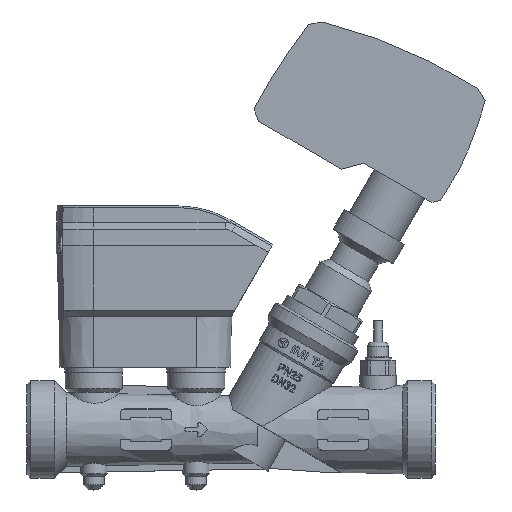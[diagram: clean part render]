
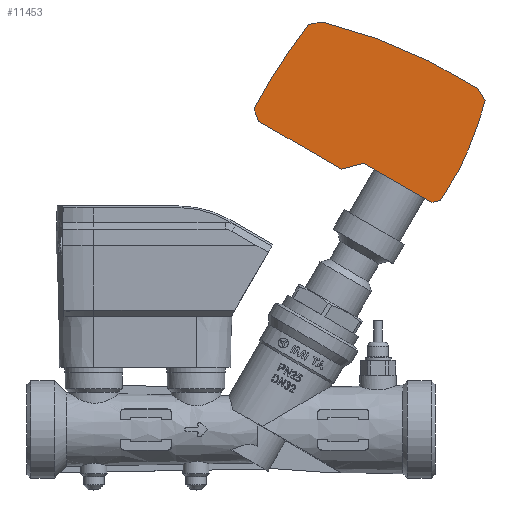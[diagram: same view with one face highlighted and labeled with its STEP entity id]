
A CAD part, front view. The second image highlights one B-rep face of the part: STEP entity #11453.
In plain terms, the highlighted planar face has unit normal (0, -1, 0).
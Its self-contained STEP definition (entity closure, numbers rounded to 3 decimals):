
#1255=LINE('',#21302,#1853);
#1260=LINE('',#21317,#1858);
#1264=LINE('',#21329,#1862);
#1268=LINE('',#21341,#1866);
#1271=LINE('',#21347,#1869);
#1274=LINE('',#21353,#1872);
#1279=LINE('',#21363,#1877);
#1281=LINE('',#21367,#1879);
#1853=VECTOR('',#14305,1000.);
#1858=VECTOR('',#14318,1000.);
#1862=VECTOR('',#14330,1000.);
#1866=VECTOR('',#14342,1000.);
#1869=VECTOR('',#14347,1000.);
#1872=VECTOR('',#14352,1000.);
#1877=VECTOR('',#14361,1000.);
#1879=VECTOR('',#14365,1000.);
#4280=ORIENTED_EDGE('',*,*,#5526,.T.);
#4281=ORIENTED_EDGE('',*,*,#5534,.T.);
#4282=ORIENTED_EDGE('',*,*,#5536,.T.);
#4283=ORIENTED_EDGE('',*,*,#5529,.T.);
#4284=ORIENTED_EDGE('',*,*,#5523,.T.);
#4285=ORIENTED_EDGE('',*,*,#5520,.T.);
#4286=ORIENTED_EDGE('',*,*,#5517,.T.);
#4287=ORIENTED_EDGE('',*,*,#5514,.T.);
#4288=ORIENTED_EDGE('',*,*,#5511,.T.);
#4289=ORIENTED_EDGE('',*,*,#5508,.T.);
#4290=ORIENTED_EDGE('',*,*,#5504,.T.);
#5504=EDGE_CURVE('',#6348,#6349,#1255,.T.);
#5508=EDGE_CURVE('',#6352,#6348,#6570,.T.);
#5511=EDGE_CURVE('',#6354,#6352,#1260,.T.);
#5514=EDGE_CURVE('',#6356,#6354,#6572,.T.);
#5517=EDGE_CURVE('',#6358,#6356,#1264,.T.);
#5520=EDGE_CURVE('',#6360,#6358,#6574,.T.);
#5523=EDGE_CURVE('',#6362,#6360,#1268,.T.);
#5526=EDGE_CURVE('',#6349,#6364,#1271,.T.);
#5529=EDGE_CURVE('',#6366,#6362,#1274,.T.);
#5534=EDGE_CURVE('',#6364,#6369,#1279,.T.);
#5536=EDGE_CURVE('',#6369,#6366,#1281,.T.);
#6348=VERTEX_POINT('',#21303);
#6349=VERTEX_POINT('',#21304);
#6352=VERTEX_POINT('',#21312);
#6354=VERTEX_POINT('',#21318);
#6356=VERTEX_POINT('',#21324);
#6358=VERTEX_POINT('',#21330);
#6360=VERTEX_POINT('',#21336);
#6362=VERTEX_POINT('',#21342);
#6364=VERTEX_POINT('',#21348);
#6366=VERTEX_POINT('',#21354);
#6369=VERTEX_POINT('',#21364);
#6570=CIRCLE('',#12218,300.);
#6572=CIRCLE('',#12222,250.);
#6574=CIRCLE('',#12226,200.);
#7177=EDGE_LOOP('',(#4280,#4281,#4282,#4283,#4284,#4285,#4286,#4287,#4288,
#4289,#4290));
#7793=FACE_BOUND('',#7177,.T.);
#8064=PLANE('',#12233);
#11453=ADVANCED_FACE('',(#7793),#8064,.T.);
#12218=AXIS2_PLACEMENT_3D('',#21311,#14311,#14312);
#12222=AXIS2_PLACEMENT_3D('',#21323,#14323,#14324);
#12226=AXIS2_PLACEMENT_3D('',#21335,#14335,#14336);
#12233=AXIS2_PLACEMENT_3D('',#21366,#14363,#14364);
#14305=DIRECTION('',(0.35,0.,-0.937));
#14311=DIRECTION('',(0.,-1.,0.));
#14312=DIRECTION('',(-0.5,0.,-0.866));
#14318=DIRECTION('',(-0.984,0.,-0.176));
#14323=DIRECTION('',(0.,-1.,0.));
#14324=DIRECTION('',(-0.5,0.,-0.866));
#14330=DIRECTION('',(-0.52,0.,0.854));
#14335=DIRECTION('',(0.,-1.,0.));
#14336=DIRECTION('',(-0.5,0.,-0.866));
#14342=DIRECTION('',(0.53,0.,0.848));
#14347=DIRECTION('',(0.866,0.,-0.5));
#14352=DIRECTION('',(0.97,0.,0.242));
#14361=DIRECTION('',(0.966,0.,0.259));
#14363=DIRECTION('',(0.,-1.,0.));
#14364=DIRECTION('',(-0.866,0.,0.5));
#14365=DIRECTION('',(0.866,0.,-0.5));
#21302=CARTESIAN_POINT('',(0.61,-22.25,150.798));
#21303=CARTESIAN_POINT('',(-1.649,-22.25,156.839));
#21304=CARTESIAN_POINT('',(0.61,-22.25,150.798));
#21311=CARTESIAN_POINT('',(262.808,-22.25,15.197));
#21312=CARTESIAN_POINT('',(25.054,-22.25,198.154));
#21317=CARTESIAN_POINT('',(25.054,-22.25,198.154));
#21318=CARTESIAN_POINT('',(31.742,-22.25,199.347));
#21323=CARTESIAN_POINT('',(-27.45,-22.25,-43.544));
#21324=CARTESIAN_POINT('',(108.024,-22.25,166.567));
#21329=CARTESIAN_POINT('',(108.024,-22.25,166.567));
#21330=CARTESIAN_POINT('',(111.432,-22.25,160.965));
#21335=CARTESIAN_POINT('',(-81.425,-22.25,213.94));
#21336=CARTESIAN_POINT('',(98.503,-22.25,126.611));
#21341=CARTESIAN_POINT('',(98.503,-22.25,126.611));
#21342=CARTESIAN_POINT('',(89.433,-22.25,112.097));
#21347=CARTESIAN_POINT('',(0.61,-22.25,150.798));
#21348=CARTESIAN_POINT('',(41.201,-22.25,127.363));
#21353=CARTESIAN_POINT('',(89.433,-22.25,112.097));
#21354=CARTESIAN_POINT('',(85.389,-22.25,111.089));
#21363=CARTESIAN_POINT('',(41.201,-22.25,127.363));
#21364=CARTESIAN_POINT('',(52.129,-22.25,130.291));
#21366=CARTESIAN_POINT('',(-81.425,-22.25,213.94));
#21367=CARTESIAN_POINT('',(52.129,-22.25,130.291));
